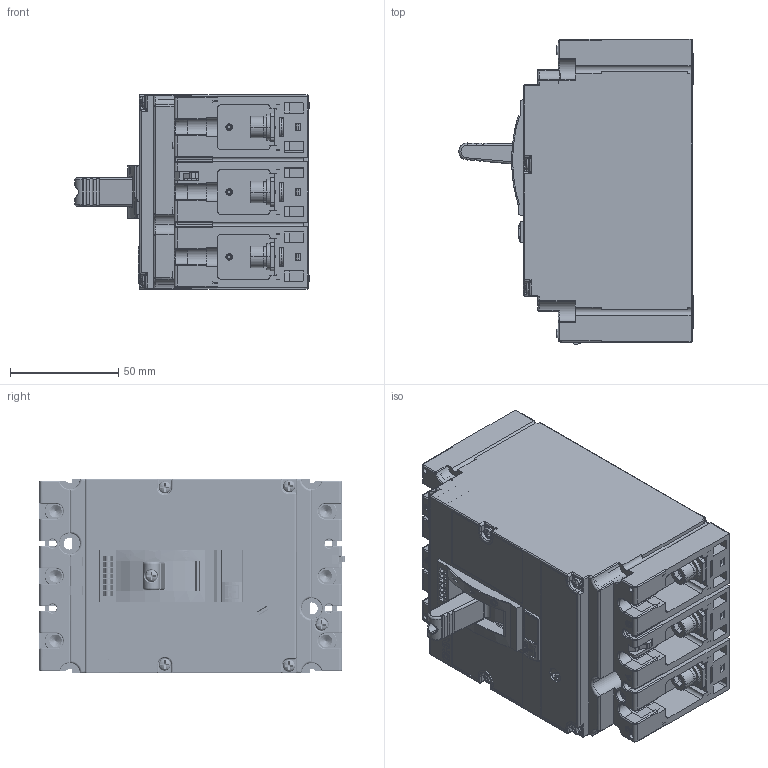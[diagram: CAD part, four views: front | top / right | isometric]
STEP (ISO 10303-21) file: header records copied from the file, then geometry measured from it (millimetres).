
FILE_DESCRIPTION((''),'2;1');
FILE_NAME('2ZTD-256-724-1-33_ASM','2020-06-04T18:19:01',('lzzhou'),(''),'CREO PARAMETRIC BY PTC INC, 2018020','CREO PARAMETRIC BY PTC INC, 2018020','');
FILE_SCHEMA(('CONFIG_CONTROL_DESIGN','SHAPE_APPEARANCE_LAYERS_GROUPS'));
Products named in the file (1): 2ZTD-256-724-1-33_ASM
Bounding box: 108.41 x 141.23 x 90 mm (x, y, z)
Volume: 557021 mm3; surface area: 181702.1 mm2
Topology: 8 solids, 65 shells, 6332 faces, 18016 edges, 11718 vertices
Faces by surface type: plane 4456, cylinder 1394, torus 188, cone 153, sphere 75, extrusion 48, bspline 18
Entity records: 235042 total; most frequent: CARTESIAN_POINT 42788, ORIENTED_EDGE 35701, DIRECTION 33162, EDGE_CURVE 17934, VECTOR 13362, LINE 13314, VERTEX_POINT 11721, AXIS2_PLACEMENT_3D 9900
